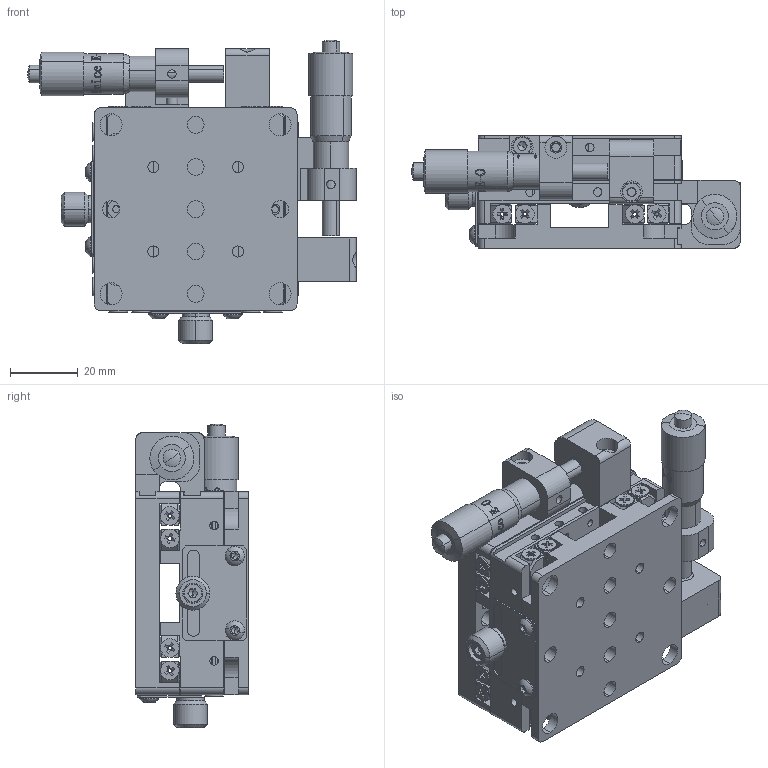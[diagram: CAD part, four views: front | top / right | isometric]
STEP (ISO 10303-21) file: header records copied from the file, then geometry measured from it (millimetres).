
FILE_DESCRIPTION (( 'STEP AP214' ), '1' );
FILE_NAME ('06DTS-0.5M.STEP', '2018-05-30T08:17:58', ( '' ), ( '' ), 'SwSTEP 2.0', 'SolidWorks 2016', '' );
FILE_SCHEMA (( 'AUTOMOTIVE_DESIGN' ));
Length unit declared in the file: millimetre
Products named in the file (1): 06DTS-0.5M
Bounding box: 97.15 x 33.3 x 89.8 mm (x, y, z)
Surface area: 55171.8 mm2 (no closed solid volume)
Topology: 0 solids, 73 shells, 1107 faces, 4457 edges, 3324 vertices
Faces by surface type: plane 645, cylinder 277, cone 133, bspline 26, torus 18, sphere 8
Entity records: 68156 total; most frequent: CARTESIAN_POINT 20632, DIRECTION 6922, ORIENTED_EDGE 6599, EDGE_CURVE 4435, VERTEX_POINT 3324, LINE 2350, VECTOR 2350, AXIS2_PLACEMENT_3D 2286
